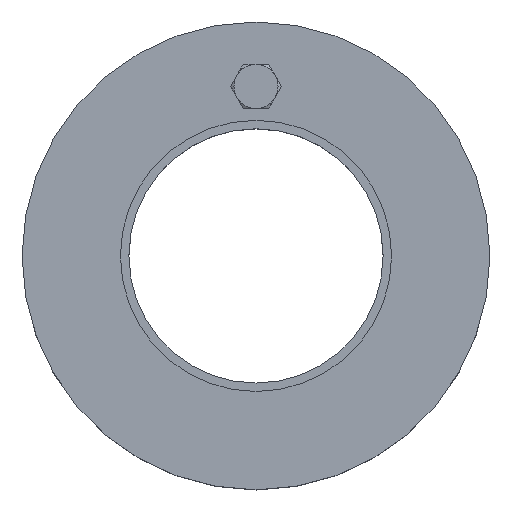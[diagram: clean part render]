
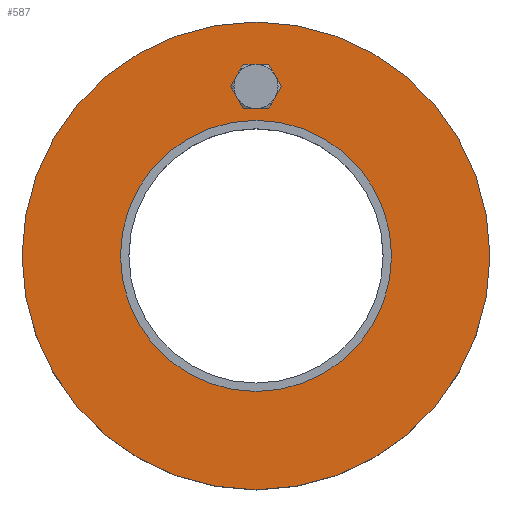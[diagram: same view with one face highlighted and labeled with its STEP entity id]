
A CAD part, top view. The second image highlights one B-rep face of the part: STEP entity #587.
In plain terms, the highlighted planar face has unit normal (0, 0, 1).
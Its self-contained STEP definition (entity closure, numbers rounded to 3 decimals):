
#505=CARTESIAN_POINT('',(4.5,50.0,31.0));
#506=VERTEX_POINT('',#505);
#507=CARTESIAN_POINT('',(0.0,50.0,31.));
#508=DIRECTION('',(0.0,0.0,-1.0));
#509=DIRECTION('',(1.0,0.0,0.0));
#510=AXIS2_PLACEMENT_3D('',#507,#508,#509);
#511=CIRCLE('',#510,4.5);
#512=EDGE_CURVE('',#506,#506,#511,.T.);
#533=CARTESIAN_POINT('',(-40.,0.,31.0));
#534=VERTEX_POINT('',#533);
#535=CARTESIAN_POINT('',(0.0,0.0,31.0));
#536=DIRECTION('',(0.0,0.0,-1.0));
#537=DIRECTION('',(1.0,0.0,0.0));
#538=AXIS2_PLACEMENT_3D('',#535,#536,#537);
#539=CIRCLE('',#538,40.);
#540=EDGE_CURVE('',#534,#534,#539,.T.);
#561=CARTESIAN_POINT('',(69.0,0.,31.0));
#562=VERTEX_POINT('',#561);
#563=CARTESIAN_POINT('',(0.0,0.0,31.0));
#564=DIRECTION('',(0.0,0.0,-1.0));
#565=DIRECTION('',(-1.0,0.0,0.0));
#566=AXIS2_PLACEMENT_3D('',#563,#564,#565);
#567=CIRCLE('',#566,69.0);
#568=EDGE_CURVE('',#562,#562,#567,.T.);
#573=CARTESIAN_POINT('',(0.0,0.0,31.0));
#574=DIRECTION('',(0.0,0.0,-1.0));
#575=DIRECTION('',(-1.0,0.0,0.0));
#576=AXIS2_PLACEMENT_3D('',#573,#574,#575);
#577=PLANE('',#576);
#578=ORIENTED_EDGE('',*,*,#568,.F.);
#579=EDGE_LOOP('',(#578));
#580=FACE_OUTER_BOUND('',#579,.T.);
#581=ORIENTED_EDGE('',*,*,#512,.T.);
#582=EDGE_LOOP('',(#581));
#583=FACE_BOUND('',#582,.T.);
#584=ORIENTED_EDGE('',*,*,#540,.T.);
#585=EDGE_LOOP('',(#584));
#586=FACE_BOUND('',#585,.T.);
#587=ADVANCED_FACE('',(#580,#583,#586),#577,.F.);
